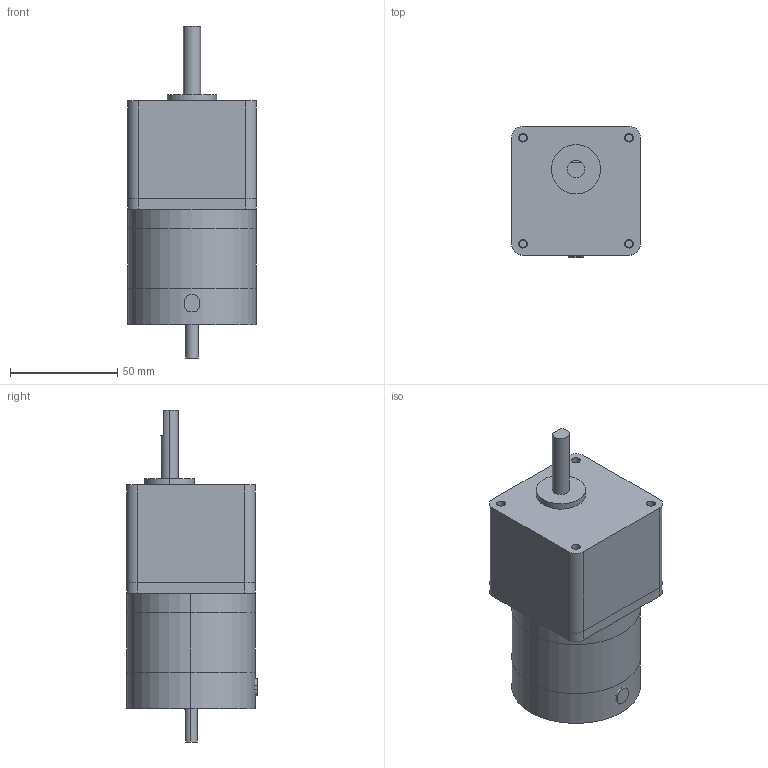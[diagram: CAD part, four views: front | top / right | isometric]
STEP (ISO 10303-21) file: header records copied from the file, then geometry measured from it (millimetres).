
FILE_DESCRIPTION (( 'STEP AP214' ), '1' );
FILE_NAME ('PS566TGXXB.STEP', '2015-02-06T20:15:26', ( 'j' ), ( '' ), 'SwSTEP 2.0', 'SolidWorks 2011', '' );
FILE_SCHEMA (( 'AUTOMOTIVE_DESIGN' ));
Length unit declared in the file: millimetre
Products named in the file (1): PS566TGXXB
Bounding box: 60 x 61 x 155 mm (x, y, z)
Volume: 337537.4 mm3; surface area: 50350.1 mm2
Topology: 6 solids, 6 shells, 110 faces, 246 edges, 162 vertices
Faces by surface type: cylinder 58, plane 52
Entity records: 3201 total; most frequent: DIRECTION 592, CARTESIAN_POINT 519, ORIENTED_EDGE 492, EDGE_CURVE 246, AXIS2_PLACEMENT_3D 235, VERTEX_POINT 162, EDGE_LOOP 132, CIRCLE 124
